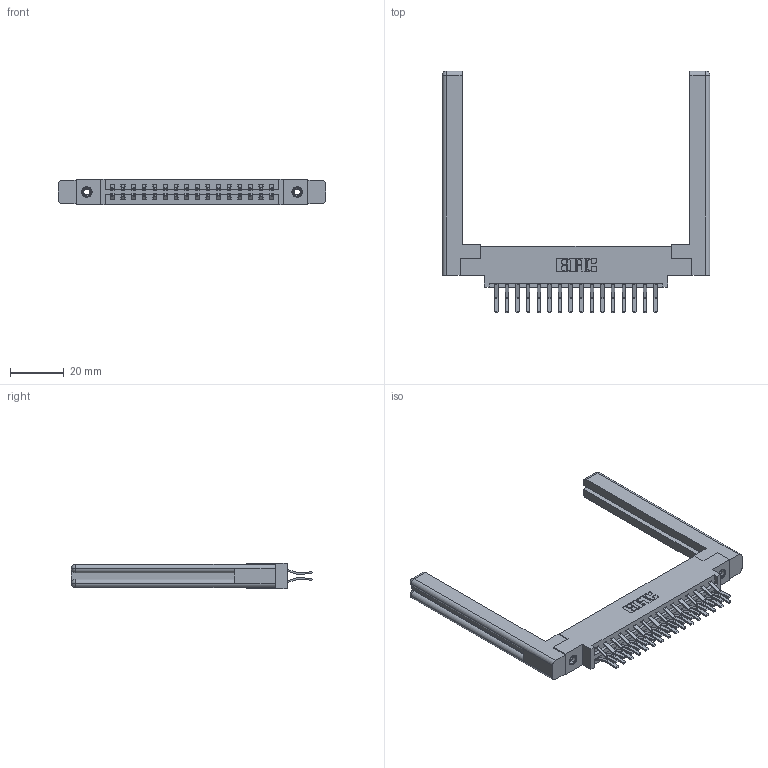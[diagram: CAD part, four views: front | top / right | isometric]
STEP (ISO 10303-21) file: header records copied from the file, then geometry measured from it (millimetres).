
FILE_DESCRIPTION (( 'STEP AP203' ), '1' );
FILE_NAME ('387-032-560-858.STEP', '2019-10-17T16:48:47', ( '' ), ( '' ), 'SwSTEP 2.0', 'SolidWorks 2016', '' );
FILE_SCHEMA (( 'CONFIG_CONTROL_DESIGN' ));
Length unit declared in the file: inch
Products named in the file (5): 345-292-001_560 Tail; 337 Part_0.170 Offset - 0.156 Dia-TI; 387-032-560-858; 345-250-001_345-250-001-102; 307-220-058
Assembly tree (37 placements, depth 2):
  387-032-560-858
    337 Part_0.170 Offset - 0.156 Dia-TI
    345-292-001_560 Tail  x32
    345-250-001_345-250-001-102  x2
    307-220-058  x2
Bounding box: 100.03 x 90.19 x 9.4 mm (x, y, z)
Volume: 17430 mm3; surface area: 17139.2 mm2
Topology: 37 solids, 37 shells, 2052 faces, 6021 edges, 3958 vertices
Faces by surface type: plane 1374, cylinder 654, cone 12, torus 12
Entity records: 18622 total; most frequent: CARTESIAN_POINT 3169, ORIENTED_EDGE 3044, DIRECTION 2762, EDGE_CURVE 1522, LINE 1342, VECTOR 1342, VERTEX_POINT 1006, AXIS2_PLACEMENT_3D 710
